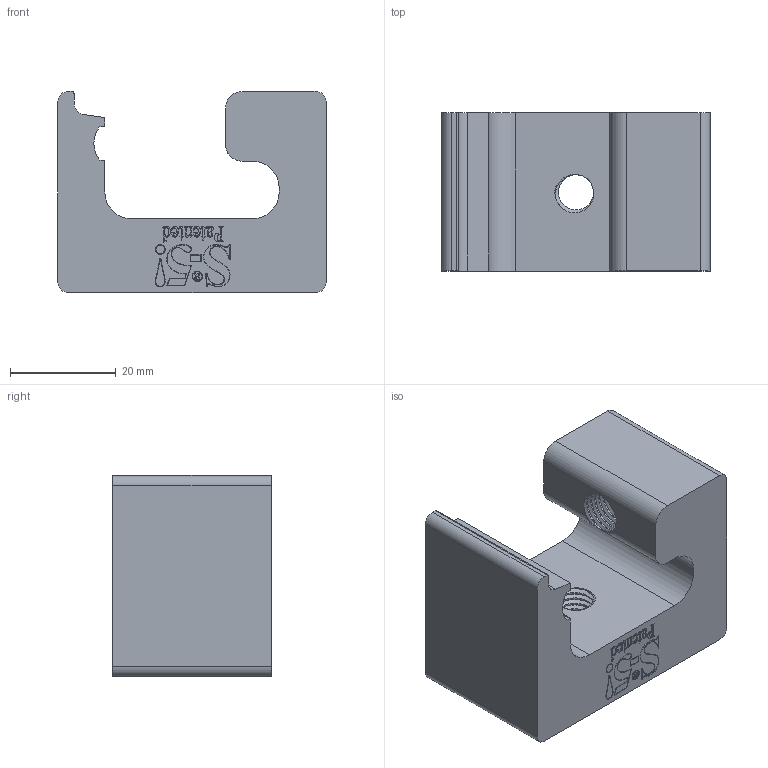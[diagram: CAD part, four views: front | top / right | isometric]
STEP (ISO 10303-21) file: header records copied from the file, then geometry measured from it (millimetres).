
FILE_DESCRIPTION (( 'STEP AP203' ), '1' );
FILE_NAME ('S-5-T Mini.STEP', '2016-12-16T17:53:20', ( '' ), ( '' ), 'SwSTEP 2.0', 'SolidWorks 2017', '' );
FILE_SCHEMA (( 'CONFIG_CONTROL_DESIGN' ));
Length unit declared in the file: inch
Products named in the file (1): S-5-T Mini
Bounding box: 50.8 x 30 x 38.1 mm (x, y, z)
Volume: 35579.1 mm3; surface area: 10662.1 mm2
Topology: 1 solids, 1 shells, 589 faces, 1687 edges, 1137 vertices
Faces by surface type: plane 262, bspline 185, cylinder 137, cone 5
Entity records: 31410 total; most frequent: CARTESIAN_POINT 17953, ORIENTED_EDGE 3374, DIRECTION 1865, EDGE_CURVE 1687, VERTEX_POINT 1137, LINE 979, VECTOR 979, EDGE_LOOP 630
